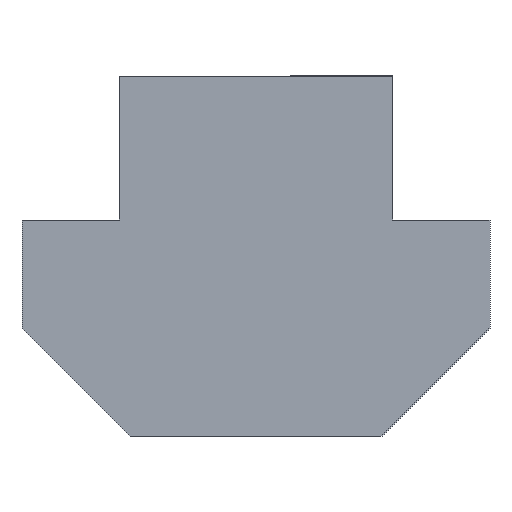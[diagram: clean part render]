
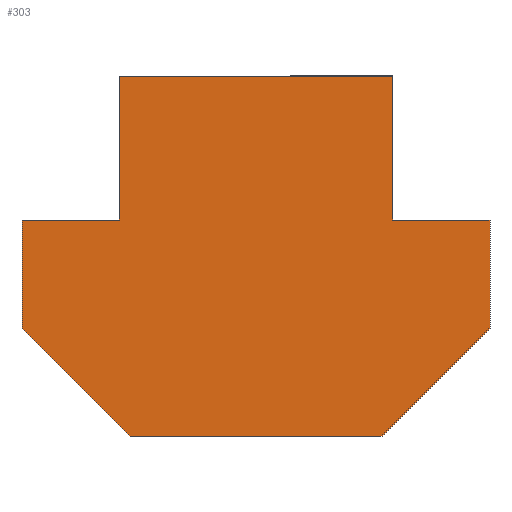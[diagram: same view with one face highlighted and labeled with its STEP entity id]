
A CAD part, left-side view. The second image highlights one B-rep face of the part: STEP entity #303.
In plain terms, the highlighted planar face has unit normal (-1, 0, 0).
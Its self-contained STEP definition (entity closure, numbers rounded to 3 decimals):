
#28=PLANE('',#346);
#44=FACE_OUTER_BOUND('',#61,.T.);
#61=EDGE_LOOP('',(#277,#278,#279,#280,#281,#282,#283,#284,#285,#286));
#67=LINE('',#458,#100);
#71=LINE('',#465,#104);
#74=LINE('',#471,#107);
#77=LINE('',#477,#110);
#80=LINE('',#483,#113);
#83=LINE('',#489,#116);
#86=LINE('',#495,#119);
#89=LINE('',#501,#122);
#92=LINE('',#507,#125);
#94=LINE('',#510,#127);
#100=VECTOR('',#378,1.);
#104=VECTOR('',#384,1.);
#107=VECTOR('',#389,1.);
#110=VECTOR('',#394,1.);
#113=VECTOR('',#399,1.);
#116=VECTOR('',#404,1.);
#119=VECTOR('',#409,1.);
#122=VECTOR('',#414,1.);
#125=VECTOR('',#419,1.);
#127=VECTOR('',#423,1.);
#146=VERTEX_POINT('',#455);
#147=VERTEX_POINT('',#457);
#149=VERTEX_POINT('',#463);
#151=VERTEX_POINT('',#469);
#153=VERTEX_POINT('',#475);
#155=VERTEX_POINT('',#481);
#157=VERTEX_POINT('',#487);
#159=VERTEX_POINT('',#493);
#161=VERTEX_POINT('',#499);
#163=VERTEX_POINT('',#505);
#177=EDGE_CURVE('',#147,#146,#67,.T.);
#181=EDGE_CURVE('',#146,#149,#71,.T.);
#184=EDGE_CURVE('',#149,#151,#74,.T.);
#187=EDGE_CURVE('',#151,#153,#77,.T.);
#190=EDGE_CURVE('',#155,#153,#80,.T.);
#193=EDGE_CURVE('',#157,#155,#83,.T.);
#196=EDGE_CURVE('',#157,#159,#86,.T.);
#199=EDGE_CURVE('',#161,#159,#89,.T.);
#202=EDGE_CURVE('',#163,#161,#92,.T.);
#204=EDGE_CURVE('',#147,#163,#94,.T.);
#277=ORIENTED_EDGE('',*,*,#204,.F.);
#278=ORIENTED_EDGE('',*,*,#177,.T.);
#279=ORIENTED_EDGE('',*,*,#181,.T.);
#280=ORIENTED_EDGE('',*,*,#184,.T.);
#281=ORIENTED_EDGE('',*,*,#187,.T.);
#282=ORIENTED_EDGE('',*,*,#190,.F.);
#283=ORIENTED_EDGE('',*,*,#193,.F.);
#284=ORIENTED_EDGE('',*,*,#196,.T.);
#285=ORIENTED_EDGE('',*,*,#199,.F.);
#286=ORIENTED_EDGE('',*,*,#202,.F.);
#303=ADVANCED_FACE('',(#44),#28,.F.);
#346=AXIS2_PLACEMENT_3D('',#512,#426,#427);
#378=DIRECTION('',(0.,1.,0.));
#384=DIRECTION('',(0.,0.,-1.));
#389=DIRECTION('',(0.,1.,0.));
#394=DIRECTION('',(0.,0.,-1.));
#399=DIRECTION('',(0.,0.707,0.707));
#404=DIRECTION('',(0.,1.,0.));
#409=DIRECTION('',(0.,-0.707,0.707));
#414=DIRECTION('',(0.,0.,-1.));
#419=DIRECTION('',(0.,-1.,0.));
#423=DIRECTION('',(0.,0.,-1.));
#426=DIRECTION('center_axis',(1.,0.,0.));
#427=DIRECTION('ref_axis',(0.,1.,0.));
#455=CARTESIAN_POINT('',(-6.5,3.8,0.));
#457=CARTESIAN_POINT('',(-6.5,-3.8,0.));
#458=CARTESIAN_POINT('',(-6.5,0.,0.));
#463=CARTESIAN_POINT('',(-6.5,3.8,-4.));
#465=CARTESIAN_POINT('',(-6.5,3.8,0.));
#469=CARTESIAN_POINT('',(-6.5,6.5,-4.));
#471=CARTESIAN_POINT('',(-6.5,3.8,-4.));
#475=CARTESIAN_POINT('',(-6.5,6.5,-7.));
#477=CARTESIAN_POINT('',(-6.5,6.5,-4.));
#481=CARTESIAN_POINT('',(-6.5,3.5,-10.));
#483=CARTESIAN_POINT('',(-6.5,3.5,-10.));
#487=CARTESIAN_POINT('',(-6.5,-3.5,-10.));
#489=CARTESIAN_POINT('',(-6.5,-3.5,-10.));
#493=CARTESIAN_POINT('',(-6.5,-6.5,-7.));
#495=CARTESIAN_POINT('',(-6.5,-3.5,-10.));
#499=CARTESIAN_POINT('',(-6.5,-6.5,-4.));
#501=CARTESIAN_POINT('',(-6.5,-6.5,-4.));
#505=CARTESIAN_POINT('',(-6.5,-3.8,-4.));
#507=CARTESIAN_POINT('',(-6.5,-3.8,-4.));
#510=CARTESIAN_POINT('',(-6.5,-3.8,0.));
#512=CARTESIAN_POINT('Origin',(-6.5,0.,-5.007));
